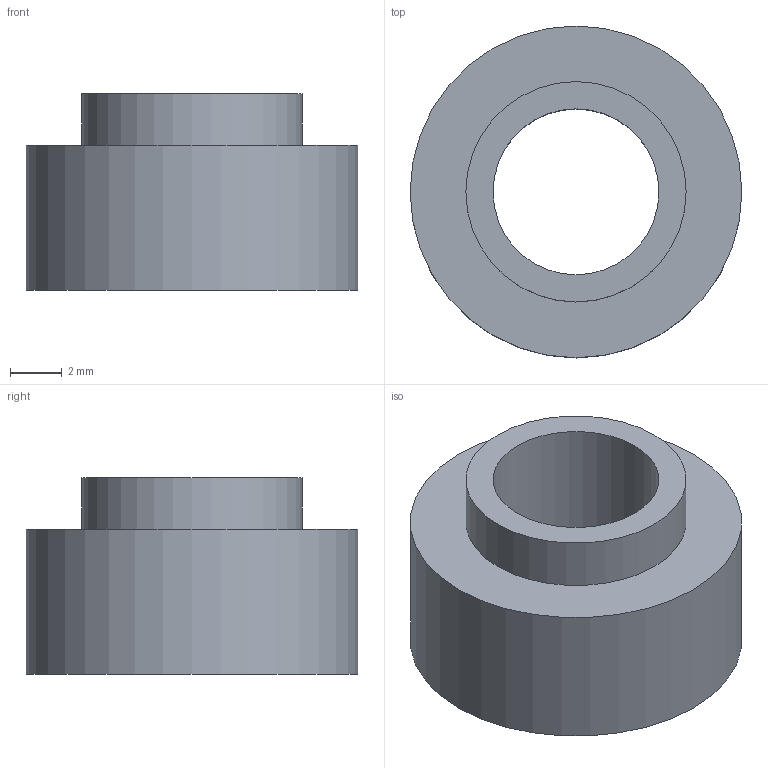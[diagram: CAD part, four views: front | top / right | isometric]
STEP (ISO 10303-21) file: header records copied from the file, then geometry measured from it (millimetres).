
FILE_DESCRIPTION((''),'2;1');
FILE_NAME('Compacteur_Guide_Insert.stp','2009-02-12T21:33:14',('Alex_Cyril'),(''),'Autodesk Inventor 11','Autodesk Inventor 11','');
FILE_SCHEMA(('AUTOMOTIVE_DESIGN { 1 0 10303 214 1 1 1 1 }'));
Length unit declared in the file: millimetre
Products named in the file (1): Compacteur_Guide_Insert
Bounding box: 12.8 x 12.8 x 7.6 mm (x, y, z)
Volume: 589.5 mm3; surface area: 624.4 mm2
Topology: 1 solids, 1 shells, 6 faces, 10 edges, 7 vertices
Faces by surface type: plane 3, cylinder 2, bspline 1
Full cylindrical faces by diameter (mm): 8.5 x1, 12.8 x1
Entity records: 164 total; most frequent: CARTESIAN_POINT 36, DIRECTION 24, AXIS2_PLACEMENT_3D 12, ORIENTED_EDGE 12, EDGE_LOOP 12, VERTEX_POINT 6, CIRCLE 6, EDGE_CURVE 6
